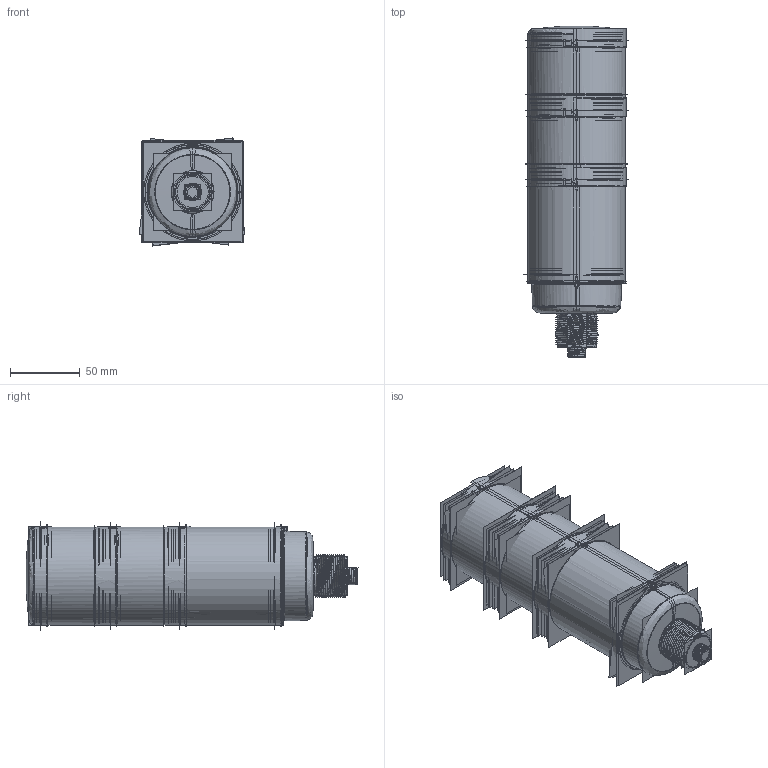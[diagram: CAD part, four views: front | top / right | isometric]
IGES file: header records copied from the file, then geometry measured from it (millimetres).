
Start section:  PTC IGES file: 191409.igs
Global section: file name: 191409.igs; native system: Creo Parametric by PTC Inc.; preprocessor: 2019292; author: PDMAdmin; organization: Unknown; date: 20210716.125413; units: millimetre
Bounding box: 75.65 x 237.5 x 77.3 mm (x, y, z)
Volume: 210594.6 mm3; surface area: 1101516.2 mm2
Topology: 9 solids, 12 shells, 4670 faces, 22910 edges, 28610 vertices
Faces by surface type: revolution 2418, bspline 2252
